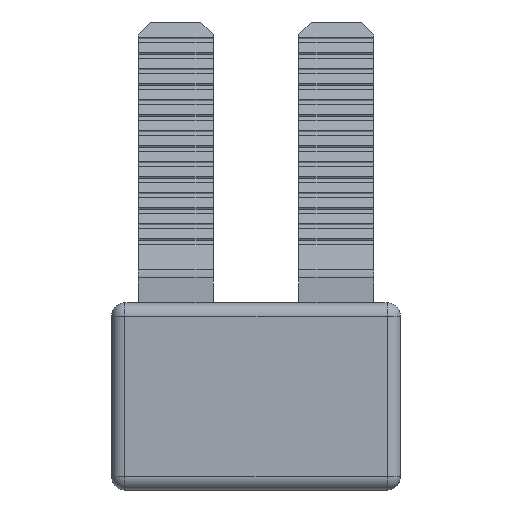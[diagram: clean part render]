
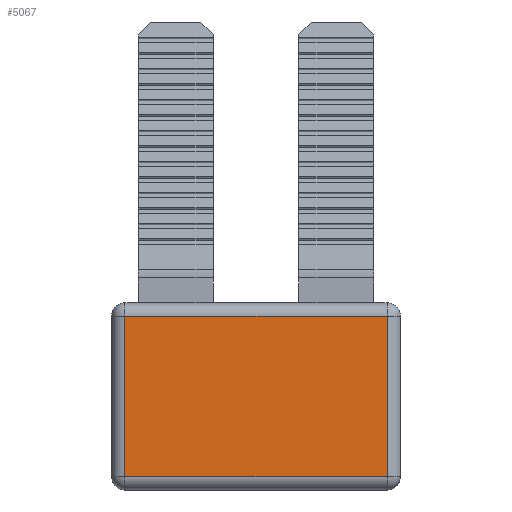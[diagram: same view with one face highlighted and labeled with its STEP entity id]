
A CAD part, front view. The second image highlights one B-rep face of the part: STEP entity #5067.
In plain terms, the highlighted planar face has unit normal (0, -1, 0).
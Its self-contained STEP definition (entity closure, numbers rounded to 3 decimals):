
#76 = FACE_OUTER_BOUND ( 'NONE', #927, .T. ) ;
#741 = VECTOR ( 'NONE', #4478, 1000. ) ;
#894 = VECTOR ( 'NONE', #4133, 1000. ) ;
#927 = EDGE_LOOP ( 'NONE', ( #3196, #7344, #5114, #8421 ) ) ;
#1158 = LINE ( 'NONE', #7293, #7470 ) ;
#1198 = VERTEX_POINT ( 'NONE', #1218 ) ;
#1218 = CARTESIAN_POINT ( 'NONE',  ( -19.1, -1.1, 5.647 ) ) ;
#1325 = VERTEX_POINT ( 'NONE', #4215 ) ;
#1510 = PLANE ( 'NONE',  #7055 ) ;
#1817 = LINE ( 'NONE', #3981, #741 ) ;
#1823 = DIRECTION ( 'NONE',  ( 1., 0., 0. ) ) ;
#2196 = LINE ( 'NONE', #6986, #894 ) ;
#2365 = VERTEX_POINT ( 'NONE', #2554 ) ;
#2554 = CARTESIAN_POINT ( 'NONE',  ( -28.9, -1.1, -0.353 ) ) ;
#2616 = CARTESIAN_POINT ( 'NONE',  ( 0., -1.1, 5.647 ) ) ;
#2706 = VECTOR ( 'NONE', #4679, 1000. ) ;
#3196 = ORIENTED_EDGE ( 'NONE', *, *, #6203, .T. ) ;
#3825 = VERTEX_POINT ( 'NONE', #4990 ) ;
#3981 = CARTESIAN_POINT ( 'NONE',  ( -28.9, -1.1, 0. ) ) ;
#4133 = DIRECTION ( 'NONE',  ( 0., 0., 1. ) ) ;
#4215 = CARTESIAN_POINT ( 'NONE',  ( -28.9, -1.1, 5.647 ) ) ;
#4237 = EDGE_CURVE ( 'NONE', #3825, #1198, #2196, .T. ) ;
#4478 = DIRECTION ( 'NONE',  ( 0., 0., -1. ) ) ;
#4679 = DIRECTION ( 'NONE',  ( -1., 0., 0. ) ) ;
#4990 = CARTESIAN_POINT ( 'NONE',  ( -19.1, -1.1, -0.353 ) ) ;
#5067 = ADVANCED_FACE ( 'NONE', ( #76 ), #1510, .F. ) ;
#5114 = ORIENTED_EDGE ( 'NONE', *, *, #7324, .T. ) ;
#5457 = DIRECTION ( 'NONE',  ( 1., 0., 0. ) ) ;
#5482 = LINE ( 'NONE', #2616, #2706 ) ;
#5586 = CARTESIAN_POINT ( 'NONE',  ( 0., -1.1, 0. ) ) ;
#6167 = DIRECTION ( 'NONE',  ( 0., 1., 0. ) ) ;
#6203 = EDGE_CURVE ( 'NONE', #2365, #3825, #1158, .T. ) ;
#6437 = EDGE_CURVE ( 'NONE', #1325, #2365, #1817, .T. ) ;
#6986 = CARTESIAN_POINT ( 'NONE',  ( -19.1, -1.1, 5.647 ) ) ;
#7055 = AXIS2_PLACEMENT_3D ( 'NONE', #5586, #6167, #5457 ) ;
#7293 = CARTESIAN_POINT ( 'NONE',  ( 0., -1.1, -0.353 ) ) ;
#7324 = EDGE_CURVE ( 'NONE', #1198, #1325, #5482, .T. ) ;
#7344 = ORIENTED_EDGE ( 'NONE', *, *, #4237, .T. ) ;
#7470 = VECTOR ( 'NONE', #1823, 1000. ) ;
#8421 = ORIENTED_EDGE ( 'NONE', *, *, #6437, .T. ) ;
